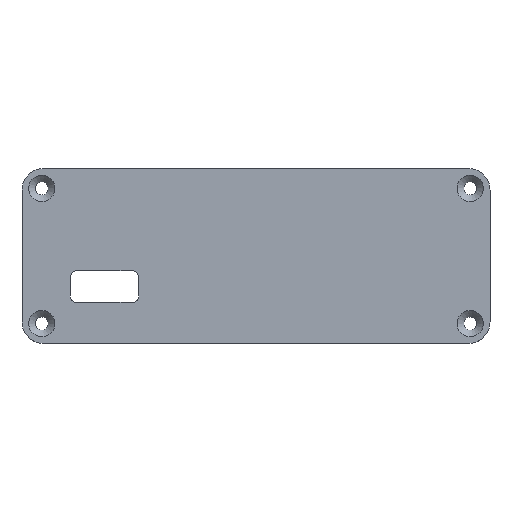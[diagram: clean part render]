
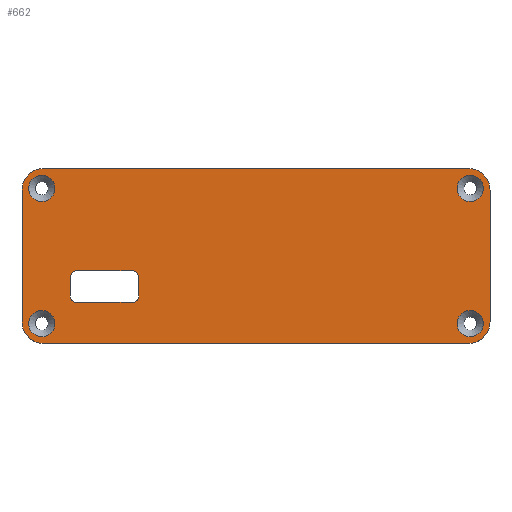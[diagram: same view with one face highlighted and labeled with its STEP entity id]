
A CAD part, top view. The second image highlights one B-rep face of the part: STEP entity #662.
In plain terms, the highlighted planar face has unit normal (0, 0, 1).
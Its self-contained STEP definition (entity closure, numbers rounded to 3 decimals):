
#21=FACE_BOUND('',#152,.T.);
#22=FACE_BOUND('',#153,.T.);
#23=FACE_BOUND('',#154,.T.);
#24=FACE_BOUND('',#155,.T.);
#25=FACE_BOUND('',#156,.T.);
#30=CIRCLE('',#695,1.);
#32=CIRCLE('',#699,1.);
#34=CIRCLE('',#703,1.);
#36=CIRCLE('',#707,1.);
#38=CIRCLE('',#711,2.);
#39=CIRCLE('',#712,2.);
#43=CIRCLE('',#718,2.);
#44=CIRCLE('',#719,2.);
#48=CIRCLE('',#725,2.);
#49=CIRCLE('',#726,2.);
#53=CIRCLE('',#732,2.);
#54=CIRCLE('',#733,2.);
#58=CIRCLE('',#739,3.25);
#63=CIRCLE('',#747,3.25);
#64=CIRCLE('',#750,3.25);
#65=CIRCLE('',#752,3.25);
#112=FACE_OUTER_BOUND('',#151,.T.);
#151=EDGE_LOOP('',(#591,#592,#593,#594,#595,#596,#597,#598));
#152=EDGE_LOOP('',(#599,#600,#601,#602,#603,#604,#605,#606));
#153=EDGE_LOOP('',(#607,#608));
#154=EDGE_LOOP('',(#609,#610));
#155=EDGE_LOOP('',(#611,#612));
#156=EDGE_LOOP('',(#613,#614));
#177=LINE('',#1007,#231);
#181=LINE('',#1019,#235);
#187=LINE('',#1034,#241);
#190=LINE('',#1043,#244);
#203=LINE('',#1114,#257);
#209=LINE('',#1135,#263);
#213=LINE('',#1146,#267);
#214=LINE('',#1148,#268);
#231=VECTOR('',#804,10.);
#235=VECTOR('',#816,10.);
#241=VECTOR('',#830,10.);
#244=VECTOR('',#841,10.);
#257=VECTOR('',#918,10.);
#263=VECTOR('',#938,10.);
#267=VECTOR('',#952,10.);
#268=VECTOR('',#955,10.);
#281=VERTEX_POINT('',#997);
#282=VERTEX_POINT('',#998);
#285=VERTEX_POINT('',#1006);
#287=VERTEX_POINT('',#1012);
#289=VERTEX_POINT('',#1018);
#291=VERTEX_POINT('',#1024);
#292=VERTEX_POINT('',#1025);
#295=VERTEX_POINT('',#1036);
#297=VERTEX_POINT('',#1045);
#298=VERTEX_POINT('',#1046);
#302=VERTEX_POINT('',#1059);
#303=VERTEX_POINT('',#1060);
#307=VERTEX_POINT('',#1073);
#308=VERTEX_POINT('',#1074);
#312=VERTEX_POINT('',#1087);
#313=VERTEX_POINT('',#1088);
#317=VERTEX_POINT('',#1101);
#318=VERTEX_POINT('',#1102);
#322=VERTEX_POINT('',#1112);
#328=VERTEX_POINT('',#1128);
#329=VERTEX_POINT('',#1129);
#330=VERTEX_POINT('',#1134);
#331=VERTEX_POINT('',#1138);
#332=VERTEX_POINT('',#1142);
#351=EDGE_CURVE('',#281,#282,#30,.T.);
#355=EDGE_CURVE('',#285,#282,#177,.T.);
#358=EDGE_CURVE('',#285,#287,#32,.T.);
#361=EDGE_CURVE('',#289,#287,#181,.T.);
#364=EDGE_CURVE('',#291,#292,#34,.T.);
#369=EDGE_CURVE('',#281,#292,#187,.T.);
#370=EDGE_CURVE('',#289,#295,#36,.T.);
#374=EDGE_CURVE('',#291,#295,#190,.T.);
#375=EDGE_CURVE('',#297,#298,#38,.T.);
#376=EDGE_CURVE('',#298,#297,#39,.T.);
#382=EDGE_CURVE('',#302,#303,#43,.T.);
#383=EDGE_CURVE('',#303,#302,#44,.T.);
#389=EDGE_CURVE('',#307,#308,#48,.T.);
#390=EDGE_CURVE('',#308,#307,#49,.T.);
#396=EDGE_CURVE('',#312,#313,#53,.T.);
#397=EDGE_CURVE('',#313,#312,#54,.T.);
#403=EDGE_CURVE('',#317,#318,#58,.T.);
#409=EDGE_CURVE('',#317,#322,#203,.T.);
#416=EDGE_CURVE('',#328,#329,#63,.T.);
#419=EDGE_CURVE('',#330,#329,#209,.T.);
#421=EDGE_CURVE('',#330,#331,#64,.T.);
#423=EDGE_CURVE('',#332,#322,#65,.T.);
#425=EDGE_CURVE('',#332,#331,#213,.T.);
#426=EDGE_CURVE('',#328,#318,#214,.T.);
#591=ORIENTED_EDGE('',*,*,#403,.F.);
#592=ORIENTED_EDGE('',*,*,#409,.T.);
#593=ORIENTED_EDGE('',*,*,#423,.F.);
#594=ORIENTED_EDGE('',*,*,#425,.T.);
#595=ORIENTED_EDGE('',*,*,#421,.F.);
#596=ORIENTED_EDGE('',*,*,#419,.T.);
#597=ORIENTED_EDGE('',*,*,#416,.F.);
#598=ORIENTED_EDGE('',*,*,#426,.T.);
#599=ORIENTED_EDGE('',*,*,#355,.T.);
#600=ORIENTED_EDGE('',*,*,#351,.F.);
#601=ORIENTED_EDGE('',*,*,#369,.T.);
#602=ORIENTED_EDGE('',*,*,#364,.F.);
#603=ORIENTED_EDGE('',*,*,#374,.T.);
#604=ORIENTED_EDGE('',*,*,#370,.F.);
#605=ORIENTED_EDGE('',*,*,#361,.T.);
#606=ORIENTED_EDGE('',*,*,#358,.F.);
#607=ORIENTED_EDGE('',*,*,#375,.T.);
#608=ORIENTED_EDGE('',*,*,#376,.T.);
#609=ORIENTED_EDGE('',*,*,#382,.T.);
#610=ORIENTED_EDGE('',*,*,#383,.T.);
#611=ORIENTED_EDGE('',*,*,#389,.T.);
#612=ORIENTED_EDGE('',*,*,#390,.T.);
#613=ORIENTED_EDGE('',*,*,#396,.T.);
#614=ORIENTED_EDGE('',*,*,#397,.T.);
#629=PLANE('',#755);
#662=ADVANCED_FACE('',(#112,#21,#22,#23,#24,#25),#629,.T.);
#695=AXIS2_PLACEMENT_3D('',#999,#796,#797);
#699=AXIS2_PLACEMENT_3D('',#1013,#809,#810);
#703=AXIS2_PLACEMENT_3D('',#1026,#821,#822);
#707=AXIS2_PLACEMENT_3D('',#1037,#833,#834);
#711=AXIS2_PLACEMENT_3D('',#1047,#844,#845);
#712=AXIS2_PLACEMENT_3D('',#1048,#846,#847);
#718=AXIS2_PLACEMENT_3D('',#1061,#860,#861);
#719=AXIS2_PLACEMENT_3D('',#1062,#862,#863);
#725=AXIS2_PLACEMENT_3D('',#1075,#876,#877);
#726=AXIS2_PLACEMENT_3D('',#1076,#878,#879);
#732=AXIS2_PLACEMENT_3D('',#1089,#892,#893);
#733=AXIS2_PLACEMENT_3D('',#1090,#894,#895);
#739=AXIS2_PLACEMENT_3D('',#1103,#908,#909);
#747=AXIS2_PLACEMENT_3D('',#1130,#932,#933);
#750=AXIS2_PLACEMENT_3D('',#1139,#942,#943);
#752=AXIS2_PLACEMENT_3D('',#1143,#947,#948);
#755=AXIS2_PLACEMENT_3D('',#1149,#956,#957);
#796=DIRECTION('center_axis',(0.,0.,1.));
#797=DIRECTION('ref_axis',(0.707,-0.707,0.));
#804=DIRECTION('',(0.,-1.,0.));
#809=DIRECTION('center_axis',(0.,0.,1.));
#810=DIRECTION('ref_axis',(0.707,0.707,0.));
#816=DIRECTION('',(1.,0.,0.));
#821=DIRECTION('center_axis',(0.,0.,1.));
#822=DIRECTION('ref_axis',(-0.707,-0.707,0.));
#830=DIRECTION('',(-1.,0.,0.));
#833=DIRECTION('center_axis',(0.,0.,1.));
#834=DIRECTION('ref_axis',(-0.707,0.707,0.));
#841=DIRECTION('',(0.,1.,0.));
#844=DIRECTION('center_axis',(0.,0.,-1.));
#845=DIRECTION('ref_axis',(1.,0.,0.));
#846=DIRECTION('center_axis',(0.,0.,-1.));
#847=DIRECTION('ref_axis',(1.,0.,0.));
#860=DIRECTION('center_axis',(0.,0.,-1.));
#861=DIRECTION('ref_axis',(1.,0.,0.));
#862=DIRECTION('center_axis',(0.,0.,-1.));
#863=DIRECTION('ref_axis',(1.,0.,0.));
#876=DIRECTION('center_axis',(0.,0.,-1.));
#877=DIRECTION('ref_axis',(1.,0.,0.));
#878=DIRECTION('center_axis',(0.,0.,-1.));
#879=DIRECTION('ref_axis',(1.,0.,0.));
#892=DIRECTION('center_axis',(0.,0.,-1.));
#893=DIRECTION('ref_axis',(1.,0.,0.));
#894=DIRECTION('center_axis',(0.,0.,-1.));
#895=DIRECTION('ref_axis',(1.,0.,0.));
#908=DIRECTION('center_axis',(0.,0.,-1.));
#909=DIRECTION('ref_axis',(0.707,0.707,0.));
#918=DIRECTION('',(-1.,0.,0.));
#932=DIRECTION('center_axis',(0.,0.,-1.));
#933=DIRECTION('ref_axis',(0.707,-0.707,0.));
#938=DIRECTION('',(1.,0.,0.));
#942=DIRECTION('center_axis',(0.,0.,-1.));
#943=DIRECTION('ref_axis',(-0.707,-0.707,0.));
#947=DIRECTION('center_axis',(0.,0.,-1.));
#948=DIRECTION('ref_axis',(-0.707,0.707,0.));
#952=DIRECTION('',(0.,-1.,0.));
#955=DIRECTION('',(0.,1.,0.));
#956=DIRECTION('center_axis',(0.,0.,1.));
#957=DIRECTION('ref_axis',(1.,0.,0.));
#997=CARTESIAN_POINT('',(-18.8,-7.05,1.2));
#998=CARTESIAN_POINT('',(-17.8,-6.05,1.2));
#999=CARTESIAN_POINT('Origin',(-18.8,-6.05,1.2));
#1006=CARTESIAN_POINT('',(-17.8,-3.25,1.2));
#1007=CARTESIAN_POINT('',(-17.8,-1.125,1.2));
#1012=CARTESIAN_POINT('',(-18.8,-2.25,1.2));
#1013=CARTESIAN_POINT('Origin',(-18.8,-3.25,1.2));
#1018=CARTESIAN_POINT('',(-27.2,-2.25,1.2));
#1019=CARTESIAN_POINT('',(-14.1,-2.25,1.2));
#1024=CARTESIAN_POINT('',(-28.2,-6.05,1.2));
#1025=CARTESIAN_POINT('',(-27.2,-7.05,1.2));
#1026=CARTESIAN_POINT('Origin',(-27.2,-6.05,1.2));
#1034=CARTESIAN_POINT('',(-8.9,-7.05,1.2));
#1036=CARTESIAN_POINT('',(-28.2,-3.25,1.2));
#1037=CARTESIAN_POINT('Origin',(-27.2,-3.25,1.2));
#1043=CARTESIAN_POINT('',(-28.2,-3.525,1.2));
#1045=CARTESIAN_POINT('',(34.5,-10.25,1.2));
#1046=CARTESIAN_POINT('',(30.5,-10.25,1.2));
#1047=CARTESIAN_POINT('Origin',(32.5,-10.25,1.2));
#1048=CARTESIAN_POINT('Origin',(32.5,-10.25,1.2));
#1059=CARTESIAN_POINT('',(-30.5,10.25,1.2));
#1060=CARTESIAN_POINT('',(-34.5,10.25,1.2));
#1061=CARTESIAN_POINT('Origin',(-32.5,10.25,1.2));
#1062=CARTESIAN_POINT('Origin',(-32.5,10.25,1.2));
#1073=CARTESIAN_POINT('',(34.5,10.25,1.2));
#1074=CARTESIAN_POINT('',(30.5,10.25,1.2));
#1075=CARTESIAN_POINT('Origin',(32.5,10.25,1.2));
#1076=CARTESIAN_POINT('Origin',(32.5,10.25,1.2));
#1087=CARTESIAN_POINT('',(-30.5,-10.25,1.2));
#1088=CARTESIAN_POINT('',(-34.5,-10.25,1.2));
#1089=CARTESIAN_POINT('Origin',(-32.5,-10.25,1.2));
#1090=CARTESIAN_POINT('Origin',(-32.5,-10.25,1.2));
#1101=CARTESIAN_POINT('',(32.25,13.25,1.2));
#1102=CARTESIAN_POINT('',(35.5,10.,1.2));
#1103=CARTESIAN_POINT('Origin',(32.25,10.,1.2));
#1112=CARTESIAN_POINT('',(-32.25,13.25,1.2));
#1114=CARTESIAN_POINT('',(35.5,13.25,1.2));
#1128=CARTESIAN_POINT('',(35.5,-10.,1.2));
#1129=CARTESIAN_POINT('',(32.25,-13.25,1.2));
#1130=CARTESIAN_POINT('Origin',(32.25,-10.,1.2));
#1134=CARTESIAN_POINT('',(-32.25,-13.25,1.2));
#1135=CARTESIAN_POINT('',(-35.5,-13.25,1.2));
#1138=CARTESIAN_POINT('',(-35.5,-10.,1.2));
#1139=CARTESIAN_POINT('Origin',(-32.25,-10.,1.2));
#1142=CARTESIAN_POINT('',(-35.5,10.,1.2));
#1143=CARTESIAN_POINT('Origin',(-32.25,10.,1.2));
#1146=CARTESIAN_POINT('',(-35.5,13.25,1.2));
#1148=CARTESIAN_POINT('',(35.5,-13.25,1.2));
#1149=CARTESIAN_POINT('Origin',(0.,0.,1.2));
